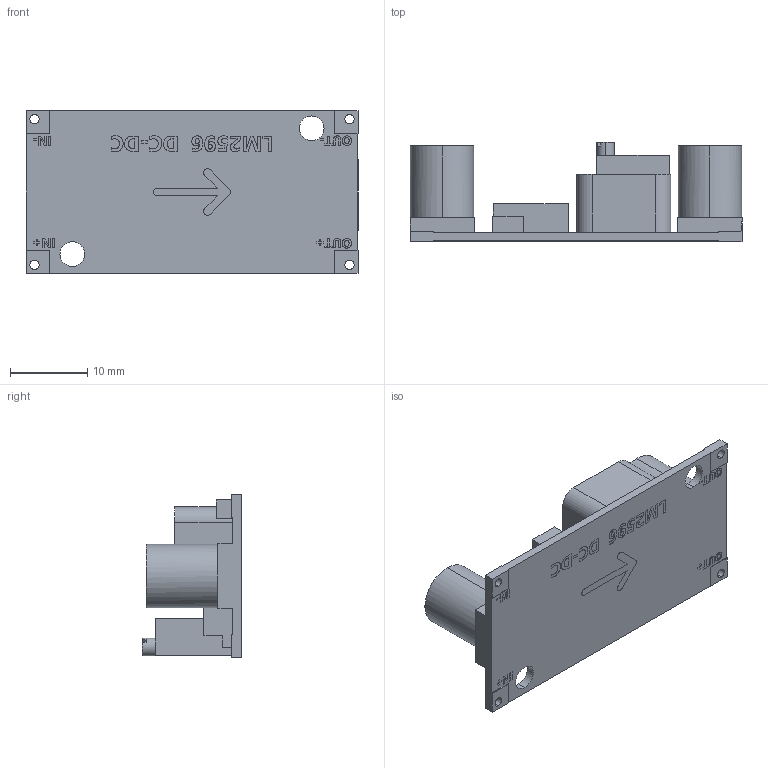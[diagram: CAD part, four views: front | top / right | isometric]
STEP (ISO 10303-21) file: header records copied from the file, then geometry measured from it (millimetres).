
FILE_DESCRIPTION (( 'STEP AP203' ), '1' );
FILE_NAME ('ARCELI 3-40V to 1.5-35V DC-DC Voltage converter.step', '2025-08-29T20:20:41', ( '' ), ( '' ), 'SwSTEP 2.0', 'SolidWorks 2025', '' );
FILE_SCHEMA (( 'CONFIG_CONTROL_DESIGN' ));
Length unit declared in the file: millimetre
Products named in the file (1): ARCELI 3-40V to 1.5-35V DC-DC Voltage converter
Bounding box: 43 x 12.9 x 21.1 mm (x, y, z)
Volume: 4119.1 mm3; surface area: 3380.8 mm2
Topology: 1 solids, 1 shells, 151 faces, 682 edges, 594 vertices
Faces by surface type: plane 129, cylinder 22
Entity records: 9146 total; most frequent: CARTESIAN_POINT 3382, ORIENTED_EDGE 1364, DIRECTION 911, EDGE_CURVE 682, VERTEX_POINT 594, VECTOR 489, LINE 489, EDGE_LOOP 224
